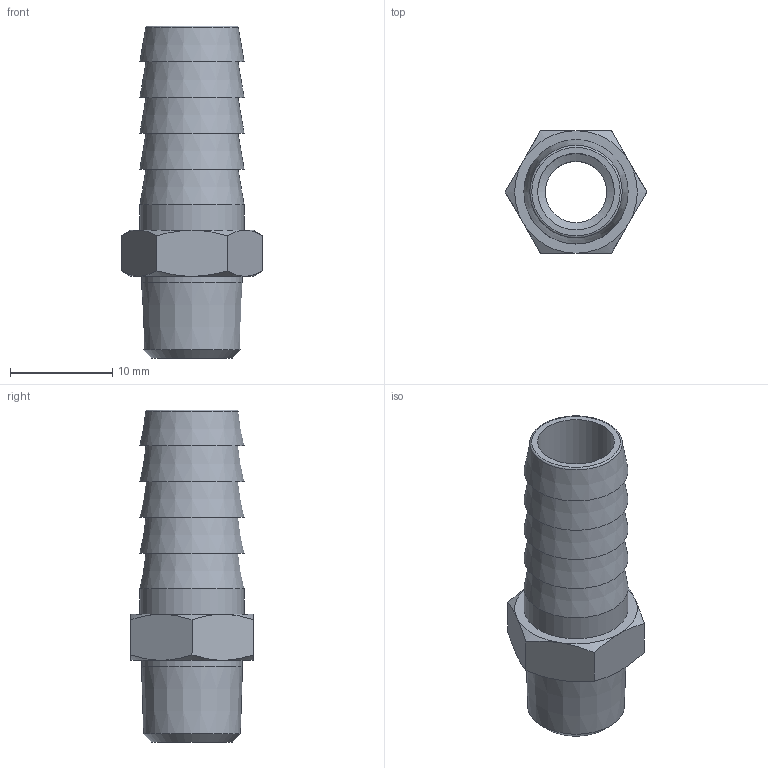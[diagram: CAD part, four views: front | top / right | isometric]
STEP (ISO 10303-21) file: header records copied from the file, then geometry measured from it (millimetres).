
FILE_DESCRIPTION(( 'RA.30C10.18.STP' ), '1');
FILE_NAME( 'RA.30C10.18.STP', '2018-10-11T15:15:49',( 'Sopra'),('sopra-pneumatic.com'), 'SwSTEP 2.0','SolidWorks 2009','' );
FILE_SCHEMA (('AUTOMOTIVE_DESIGN { 1 0 10303 214 1 1 1 1 }'));
Length unit declared in the file: millimetre
Products named in the file (2): Root; 30412
Assembly tree (1 placements, depth 2):
  Root
    30412
Bounding box: 13.86 x 12 x 32.5 mm (x, y, z)
Volume: 1352.7 mm3; surface area: 1964.5 mm2
Topology: 1 solids, 1 shells, 39 faces, 77 edges, 47 vertices
Faces by surface type: cone 20, plane 14, cylinder 4, torus 1
Full cylindrical faces by diameter (mm): 6 x1, 7.5 x1, 9.884 x1, 10.2 x1
Entity records: 1598 total; most frequent: DIRECTION 200, CARTESIAN_POINT 148, PRESENTATION_STYLE_ASSIGNMENT 125, COLOUR_RGB 125, DRAUGHTING_PRE_DEFINED_CURVE_FONT 124, CURVE_STYLE 124, OVER_RIDING_STYLED_ITEM 124, ORIENTED_EDGE 124
